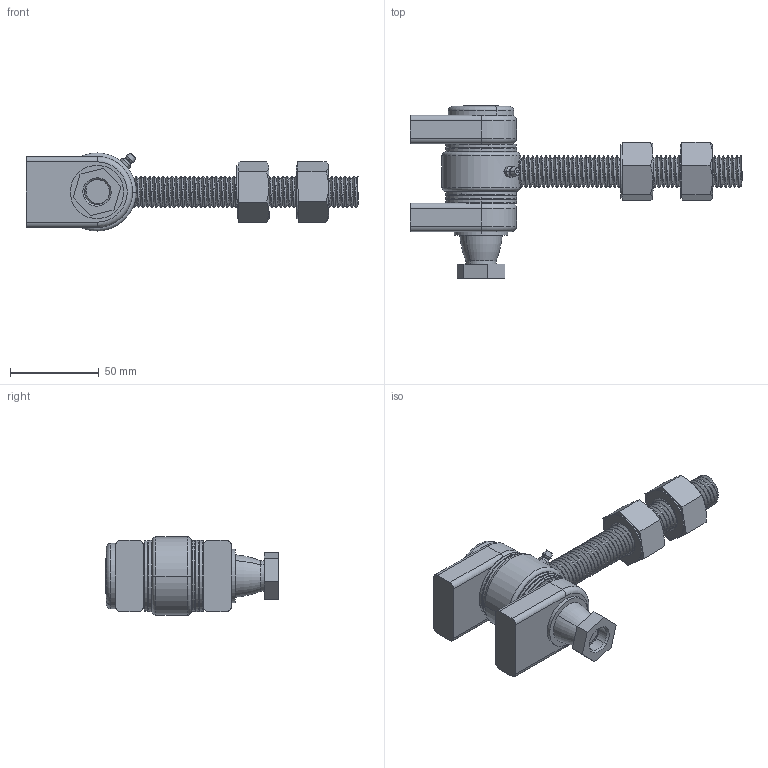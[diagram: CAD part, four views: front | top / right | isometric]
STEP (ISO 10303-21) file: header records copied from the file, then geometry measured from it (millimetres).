
FILE_DESCRIPTION (( 'STEP AP203' ), '1' );
FILE_NAME ('0515S181.STEP', '2020-12-16T09:24:53', ( '' ), ( '' ), 'SwSTEP 2.0', 'SolidWorks 2020', '' );
FILE_SCHEMA (( 'CONFIG_CONTROL_DESIGN' ));
Length unit declared in the file: millimetre
Products named in the file (1): 0515S181
Bounding box: 187 x 97.4 x 44 mm (x, y, z)
Volume: 174976.7 mm3; surface area: 65497 mm2
Topology: 13 solids, 13 shells, 383 faces, 959 edges, 610 vertices
Faces by surface type: cylinder 226, plane 85, torus 36, cone 30, bspline 6
Entity records: 24855 total; most frequent: CARTESIAN_POINT 16464, ORIENTED_EDGE 1918, DIRECTION 1598, EDGE_CURVE 959, AXIS2_PLACEMENT_3D 628, VERTEX_POINT 610, EDGE_LOOP 415, FACE_OUTER_BOUND 383
